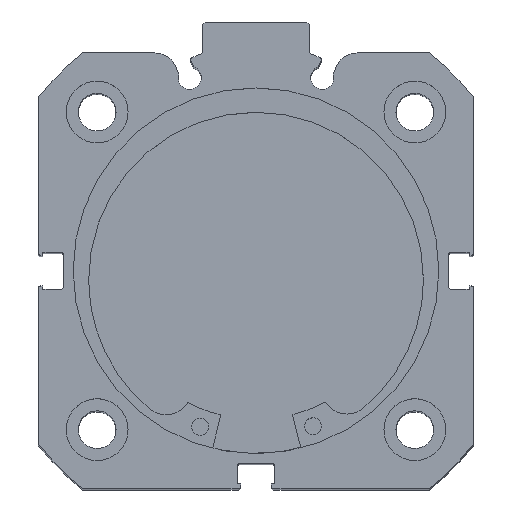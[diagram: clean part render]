
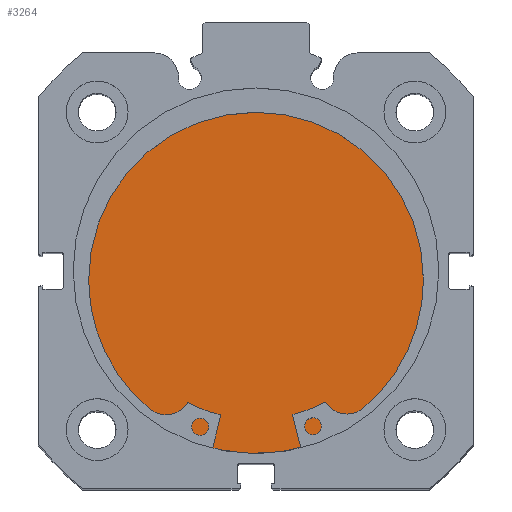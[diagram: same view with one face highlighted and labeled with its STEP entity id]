
A CAD part, top view. The second image highlights one B-rep face of the part: STEP entity #3264.
In plain terms, the highlighted face is planar.
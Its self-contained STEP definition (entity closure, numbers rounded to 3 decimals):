
#7 = VERTEX_POINT ( 'NONE', #1917 ) ;
#8 = VERTEX_POINT ( 'NONE', #1919 ) ;
#1917 = CARTESIAN_POINT ( 'NONE',  ( 9.5, 0., 32.5 ) ) ;
#1919 = CARTESIAN_POINT ( 'NONE',  ( 9.5, 0., -32.5 ) ) ;
#2071 = ORIENTED_EDGE ( 'NONE', *, *, #6833, .F. ) ;
#2107 = ORIENTED_EDGE ( 'NONE', *, *, #6773, .F. ) ;
#2595 = AXIS2_PLACEMENT_3D ( 'NONE', #4699, #4702, #4703 ) ;
#2834 = AXIS2_PLACEMENT_3D ( 'NONE', #5587, #5588, #5589 ) ;
#2851 = AXIS2_PLACEMENT_3D ( 'NONE', #5782, #5784, #5785 ) ;
#3264 = ADVANCED_FACE ( 'NONE', ( #4318 ), #4700, .F. ) ;
#3756 = EDGE_LOOP ( 'NONE', ( #2107, #2071 ) ) ;
#4318 = FACE_OUTER_BOUND ( 'NONE', #3756, .T. ) ;
#4699 = CARTESIAN_POINT ( 'NONE',  ( 9.5, 32.5, 0. ) ) ;
#4700 = PLANE ( 'NONE',  #2595 ) ;
#4702 = DIRECTION ( 'NONE',  ( -1., 0., 0. ) ) ;
#4703 = DIRECTION ( 'NONE',  ( 0., 0., 1. ) ) ;
#5587 = CARTESIAN_POINT ( 'NONE',  ( 9.5, 0., 0. ) ) ;
#5588 = DIRECTION ( 'NONE',  ( -1., 0., 0. ) ) ;
#5589 = DIRECTION ( 'NONE',  ( 0., 0., 1. ) ) ;
#5782 = CARTESIAN_POINT ( 'NONE',  ( 9.5, 0., 0. ) ) ;
#5784 = DIRECTION ( 'NONE',  ( -1., 0., 0. ) ) ;
#5785 = DIRECTION ( 'NONE',  ( 0., 0., 1. ) ) ;
#6148 = CIRCLE ( 'NONE', #2834, 32.5 ) ;
#6221 = CIRCLE ( 'NONE', #2851, 32.5 ) ;
#6773 = EDGE_CURVE ( 'NONE', #7, #8, #6148, .T. ) ;
#6833 = EDGE_CURVE ( 'NONE', #8, #7, #6221, .T. ) ;
